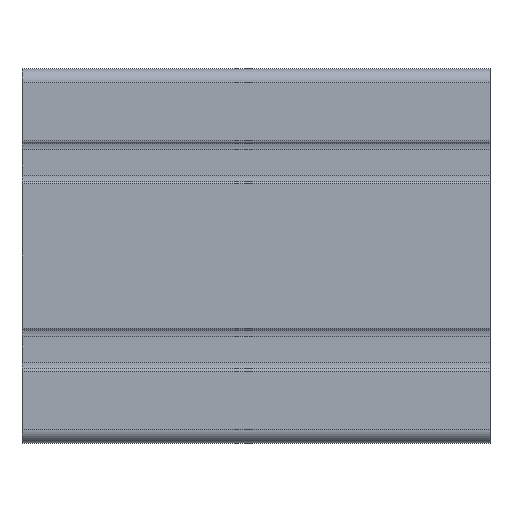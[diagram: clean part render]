
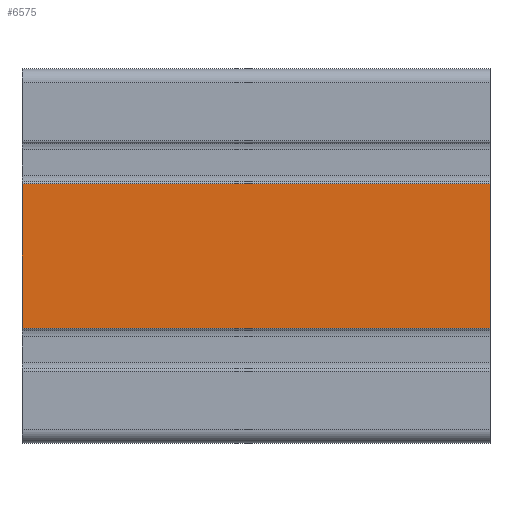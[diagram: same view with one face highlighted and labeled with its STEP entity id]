
A CAD part, front view. The second image highlights one B-rep face of the part: STEP entity #6575.
In plain terms, the highlighted planar face has unit normal (0, -1, 0).
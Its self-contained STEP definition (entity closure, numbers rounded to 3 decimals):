
#76=PLANE('',#7170);
#313=FACE_OUTER_BOUND('',#655,.T.);
#655=EDGE_LOOP('',(#4789,#4790,#4791,#4792));
#1101=LINE('',#10661,#1681);
#1102=LINE('',#10664,#1682);
#1103=LINE('',#10666,#1683);
#1104=LINE('',#10667,#1684);
#1681=VECTOR('',#8586,10.);
#1682=VECTOR('',#8589,10.);
#1683=VECTOR('',#8590,10.);
#1684=VECTOR('',#8591,10.);
#2773=VERTEX_POINT('',#10657);
#2774=VERTEX_POINT('',#10659);
#2775=VERTEX_POINT('',#10663);
#2776=VERTEX_POINT('',#10665);
#3611=EDGE_CURVE('',#2773,#2774,#1101,.T.);
#3612=EDGE_CURVE('',#2775,#2773,#1102,.T.);
#3613=EDGE_CURVE('',#2776,#2774,#1103,.T.);
#3614=EDGE_CURVE('',#2775,#2776,#1104,.T.);
#4789=ORIENTED_EDGE('',*,*,#3612,.T.);
#4790=ORIENTED_EDGE('',*,*,#3611,.T.);
#4791=ORIENTED_EDGE('',*,*,#3613,.F.);
#4792=ORIENTED_EDGE('',*,*,#3614,.F.);
#6575=ADVANCED_FACE('',(#313),#76,.T.);
#7170=AXIS2_PLACEMENT_3D('',#10662,#8587,#8588);
#8586=DIRECTION('',(1.,0.,0.));
#8587=DIRECTION('center_axis',(0.,-1.,0.));
#8588=DIRECTION('ref_axis',(0.,0.,-1.));
#8589=DIRECTION('',(0.,0.,-1.));
#8590=DIRECTION('',(0.,0.,-1.));
#8591=DIRECTION('',(1.,0.,0.));
#10657=CARTESIAN_POINT('',(0.,-40.,-15.44));
#10659=CARTESIAN_POINT('',(100.,-40.,-15.44));
#10661=CARTESIAN_POINT('',(0.,-40.,-15.44));
#10662=CARTESIAN_POINT('Origin',(0.,-40.,15.36));
#10663=CARTESIAN_POINT('',(0.,-40.,15.36));
#10664=CARTESIAN_POINT('',(0.,-40.,15.36));
#10665=CARTESIAN_POINT('',(100.,-40.,15.36));
#10666=CARTESIAN_POINT('',(100.,-40.,15.36));
#10667=CARTESIAN_POINT('',(0.,-40.,15.36));
